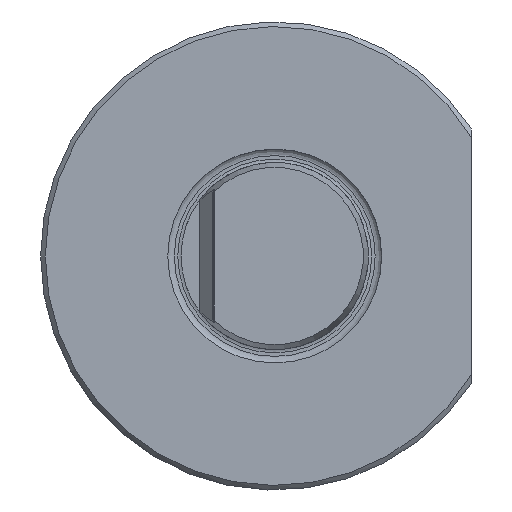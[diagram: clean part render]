
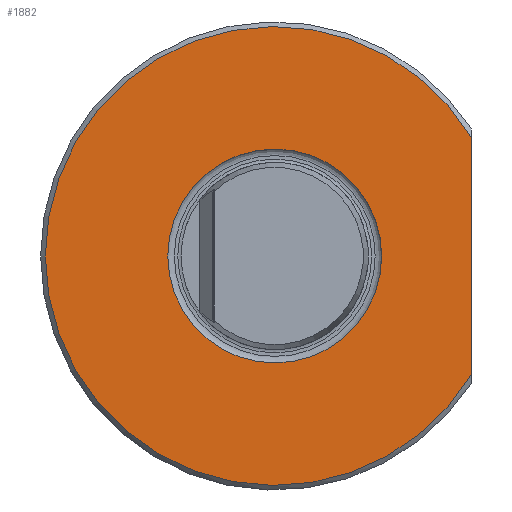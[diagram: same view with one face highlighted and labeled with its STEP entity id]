
A CAD part, front view. The second image highlights one B-rep face of the part: STEP entity #1882.
In plain terms, the highlighted planar face has unit normal (0, -1, 0).
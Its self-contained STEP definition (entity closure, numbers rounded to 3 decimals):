
#444 = CIRCLE ( 'NONE', #5669, 11.419 ) ;
#483 = VECTOR ( 'NONE', #708, 1000. ) ;
#517 = CARTESIAN_POINT ( 'NONE',  ( 21., 0., -12.619 ) ) ;
#708 = DIRECTION ( 'NONE',  ( 0., 0., 1. ) ) ;
#1026 = DIRECTION ( 'NONE',  ( 0., -1., 0. ) ) ;
#1362 = ORIENTED_EDGE ( 'NONE', *, *, #7141, .T. ) ;
#1420 = CARTESIAN_POINT ( 'NONE',  ( -11.55, 0., 0. ) ) ;
#1882 = ADVANCED_FACE ( 'Defeature completata1_9', ( #9670, #2616 ), #9612, .T. ) ;
#2616 = FACE_OUTER_BOUND ( 'NONE', #8529, .T. ) ;
#2987 = LINE ( 'NONE', #7055, #483 ) ;
#3477 = VERTEX_POINT ( 'NONE', #517 ) ;
#3572 = AXIS2_PLACEMENT_3D ( 'NONE', #1420, #9475, #8489 ) ;
#4727 = EDGE_CURVE ( 'NONE', #10079, #10079, #444, .T. ) ;
#5018 = VERTEX_POINT ( 'NONE', #8134 ) ;
#5202 = AXIS2_PLACEMENT_3D ( 'NONE', #6290, #1026, #10256 ) ;
#5323 = EDGE_LOOP ( 'NONE', ( #11156 ) ) ;
#5458 = ORIENTED_EDGE ( 'NONE', *, *, #5690, .T. ) ;
#5669 = AXIS2_PLACEMENT_3D ( 'NONE', #5680, #7707, #7643 ) ;
#5680 = CARTESIAN_POINT ( 'NONE',  ( 0., 0., 0. ) ) ;
#5690 = EDGE_CURVE ( 'NONE', #3477, #5018, #2987, .T. ) ;
#6290 = CARTESIAN_POINT ( 'NONE',  ( 0., 0., 0. ) ) ;
#7055 = CARTESIAN_POINT ( 'NONE',  ( 21., 0., 0. ) ) ;
#7141 = EDGE_CURVE ( 'NONE', #5018, #3477, #9225, .T. ) ;
#7643 = DIRECTION ( 'NONE',  ( 1., 0., 0. ) ) ;
#7707 = DIRECTION ( 'NONE',  ( 0., -1., 0. ) ) ;
#8134 = CARTESIAN_POINT ( 'NONE',  ( 21., 0., 12.619 ) ) ;
#8489 = DIRECTION ( 'NONE',  ( 1., 0., 0. ) ) ;
#8529 = EDGE_LOOP ( 'NONE', ( #1362, #5458 ) ) ;
#9225 = CIRCLE ( 'NONE', #5202, 24.5 ) ;
#9475 = DIRECTION ( 'NONE',  ( 0., -1., 0. ) ) ;
#9612 = PLANE ( 'NONE',  #3572 ) ;
#9670 = FACE_BOUND ( 'NONE', #5323, .T. ) ;
#10079 = VERTEX_POINT ( 'NONE', #12115 ) ;
#10256 = DIRECTION ( 'NONE',  ( 1., 0., 0. ) ) ;
#11156 = ORIENTED_EDGE ( 'NONE', *, *, #4727, .F. ) ;
#12115 = CARTESIAN_POINT ( 'NONE',  ( 11.419, 0., 0. ) ) ;
